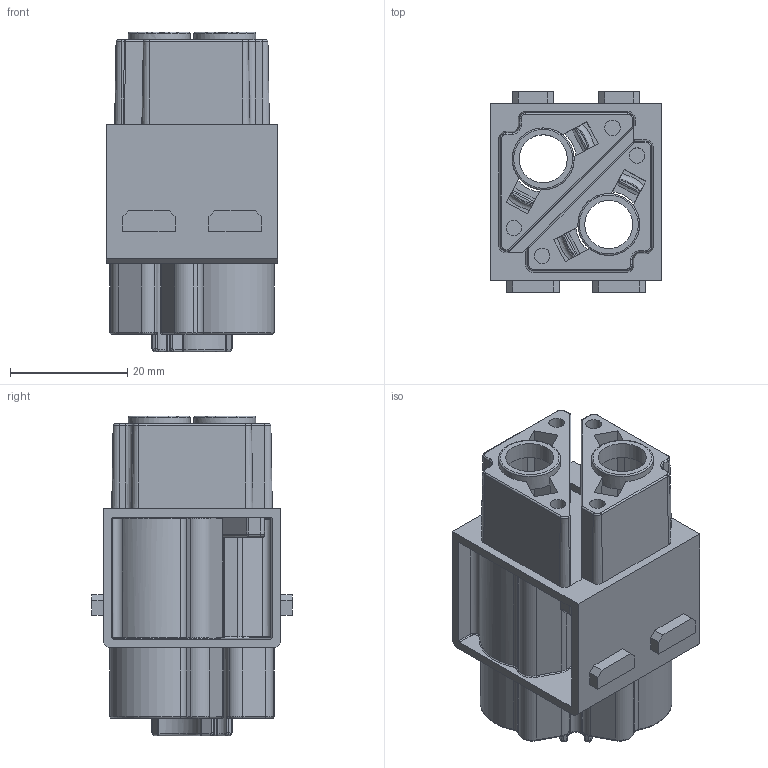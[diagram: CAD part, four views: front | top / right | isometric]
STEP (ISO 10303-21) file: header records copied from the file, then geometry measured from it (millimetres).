
FILE_DESCRIPTION(/* description */ (''),/* implementation_level */ '2;1');
FILE_NAME(/* name */ 'H2MK-002-FC.stp',/* time_stamp */ '2023-02-09T00:00:53+08:00',/* author */ (''),/* organization */ (''),/* preprocessor_version */ 'ST-DEVELOPER v16',/* originating_system */ 'SIEMENS PLM Software NX 10.0',/* authorisation */ '');
FILE_SCHEMA (('AP203_CONFIGURATION_CONTROLLED_3D_DESIGN_OF_MECHANICAL_PARTS_AND_ASSEMBLIES_MIM_LF { 1 0 10303 403 2 1 2}'));
Length unit declared in the file: millimetre
Products named in the file (1): Admi0A2C26ACroqn
Bounding box: 29.3 x 34.2 x 54.5 mm (x, y, z)
Volume: 15923.6 mm3; surface area: 16219.1 mm2
Topology: 1 solids, 1 shells, 514 faces, 1313 edges, 795 vertices
Faces by surface type: cylinder 199, plane 164, torus 72, bspline 49, cone 18, sphere 12
Full cylindrical faces by diameter (mm): 2.65 x4, 8.2 x2, 10.55 x2
Entity records: 16557 total; most frequent: CARTESIAN_POINT 4205, DIRECTION 2633, ORIENTED_EDGE 2574, EDGE_CURVE 1287, AXIS2_PLACEMENT_3D 1003, VERTEX_POINT 791, LINE 627, VECTOR 627
